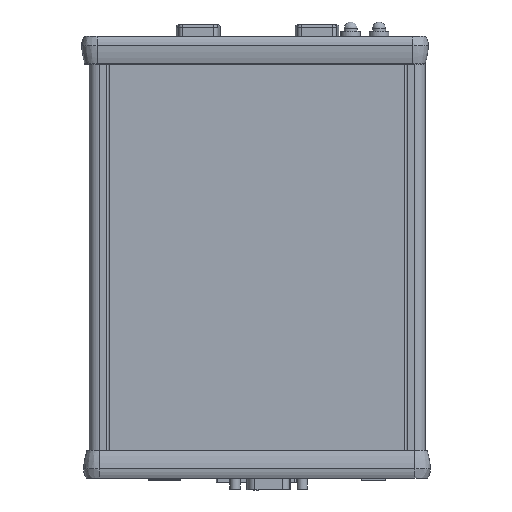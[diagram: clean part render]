
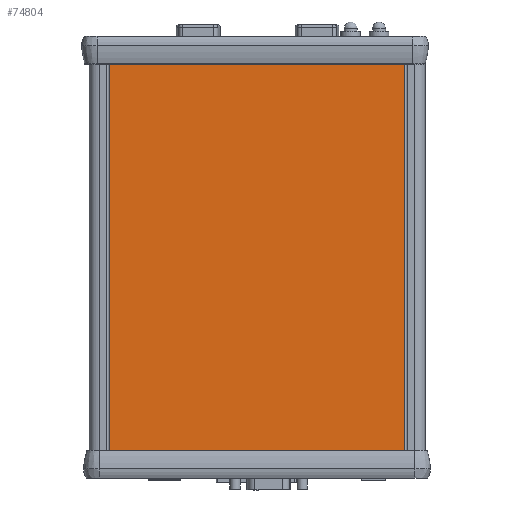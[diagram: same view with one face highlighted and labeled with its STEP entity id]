
A CAD part, front view. The second image highlights one B-rep face of the part: STEP entity #74804.
In plain terms, the highlighted face is planar.
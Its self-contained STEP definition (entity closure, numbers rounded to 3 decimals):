
#5423=FACE_OUTER_BOUND('',#9374,.T.);
#9374=EDGE_LOOP('',(#51040,#51041,#51042,#51043));
#13853=LINE('',#102268,#22489);
#14174=LINE('',#103216,#22810);
#14175=LINE('',#103220,#22811);
#14176=LINE('',#103221,#22812);
#22489=VECTOR('',#83814,10.);
#22810=VECTOR('',#84677,160.);
#22811=VECTOR('',#84682,160.);
#22812=VECTOR('',#84683,109.53);
#32410=VERTEX_POINT('',#102264);
#32412=VERTEX_POINT('',#102267);
#32768=VERTEX_POINT('',#103215);
#32769=VERTEX_POINT('',#103219);
#39602=EDGE_CURVE('',#32412,#32410,#13853,.T.);
#40076=EDGE_CURVE('',#32412,#32768,#14174,.T.);
#40078=EDGE_CURVE('',#32410,#32769,#14175,.T.);
#40079=EDGE_CURVE('',#32769,#32768,#14176,.T.);
#51040=ORIENTED_EDGE('',*,*,#39602,.T.);
#51041=ORIENTED_EDGE('',*,*,#40078,.T.);
#51042=ORIENTED_EDGE('',*,*,#40079,.T.);
#51043=ORIENTED_EDGE('',*,*,#40076,.F.);
#71850=PLANE('',#79171);
#74804=ADVANCED_FACE('',(#5423),#71850,.T.);
#79171=AXIS2_PLACEMENT_3D('',#103218,#84680,#84681);
#83814=DIRECTION('',(-1.,0.,0.));
#84677=DIRECTION('',(0.,0.,1.));
#84680=DIRECTION('center_axis',(0.,1.,0.));
#84681=DIRECTION('ref_axis',(0.,0.,1.));
#84682=DIRECTION('',(0.,0.,1.));
#84683=DIRECTION('',(1.,0.,0.));
#102264=CARTESIAN_POINT('',(-32.015,51.5,2.5));
#102267=CARTESIAN_POINT('',(77.515,51.5,2.5));
#102268=CARTESIAN_POINT('',(-4.633,51.5,2.5));
#103215=CARTESIAN_POINT('',(77.515,51.5,160.));
#103216=CARTESIAN_POINT('',(77.515,51.5,0.));
#103218=CARTESIAN_POINT('Origin',(-32.015,51.5,0.));
#103219=CARTESIAN_POINT('',(-32.015,51.5,160.));
#103220=CARTESIAN_POINT('',(-32.015,51.5,0.));
#103221=CARTESIAN_POINT('',(-32.015,51.5,160.));
